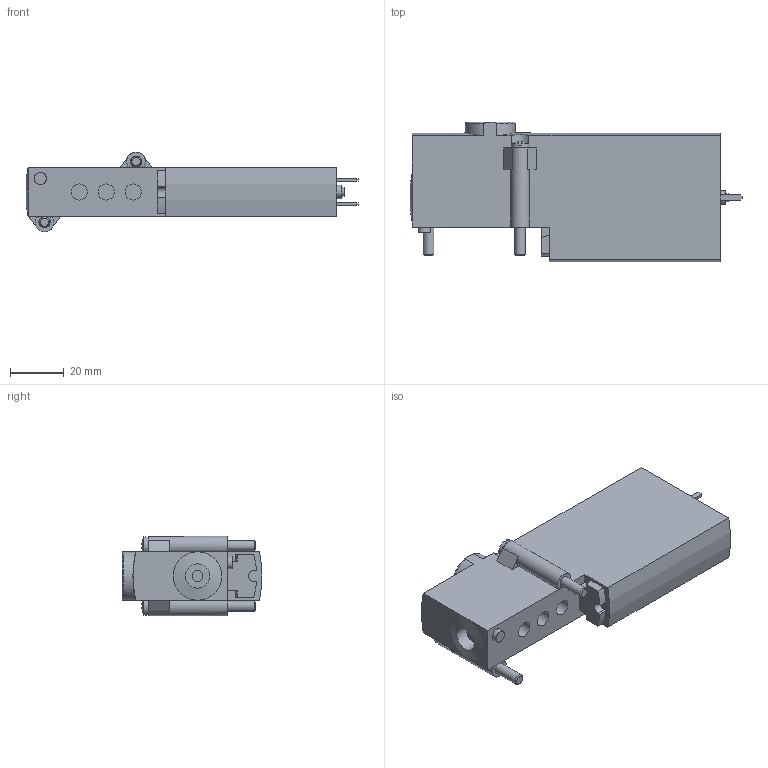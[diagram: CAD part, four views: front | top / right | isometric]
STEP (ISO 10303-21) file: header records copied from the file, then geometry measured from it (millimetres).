
FILE_DESCRIPTION(/* description */ ('STEP AP214'),/* implementation_level */ '2;1');
FILE_NAME(/* name */ '525199_MHP4-MS1H-3_2O-1_4',/* time_stamp */ '2024-09-06T16:20:53+02:00',/* author */ ('License CC BY-ND 4.0'),/* organization */ ('CADENAS'),/* preprocessor_version */ 'ST-DEVELOPER v19.3',/* originating_system */ 'PARTsolutions',/* authorisation */ ' ');
FILE_SCHEMA (('AUTOMOTIVE_DESIGN {1 0 10303 214 3 1 1}'));
Length unit declared in the file: millimetre
Products named in the file (1): 525199 MHP4-MS1H-3/2O-1/4
Bounding box: 123.4 x 51.89 x 29.5 mm (x, y, z)
Volume: 87392.7 mm3; surface area: 19503.8 mm2
Topology: 1 solids, 1 shells, 116 faces, 295 edges, 194 vertices
Faces by surface type: plane 78, cylinder 27, cone 5, sphere 4, torus 2
Full cylindrical faces by diameter (mm): 3 x1, 4 x3, 4.2 x1, 4.65 x1, 5 x1, 6 x3, 6.6 x2, 9 x1, 11.445 x1
Entity records: 3414 total; most frequent: CARTESIAN_POINT 627, DIRECTION 582, ORIENTED_EDGE 536, EDGE_CURVE 268, AXIS2_PLACEMENT_3D 203, VERTEX_POINT 188, LINE 176, VECTOR 176
